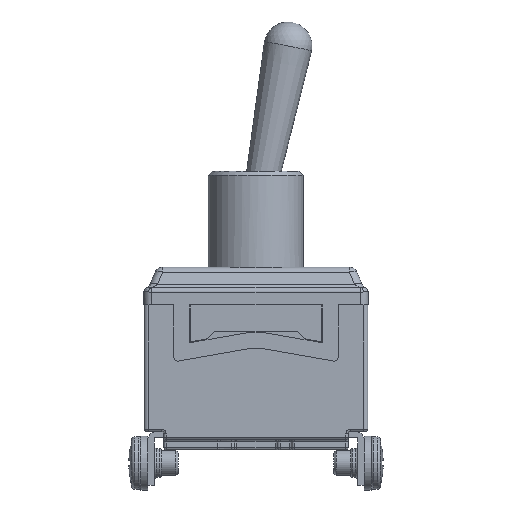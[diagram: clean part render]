
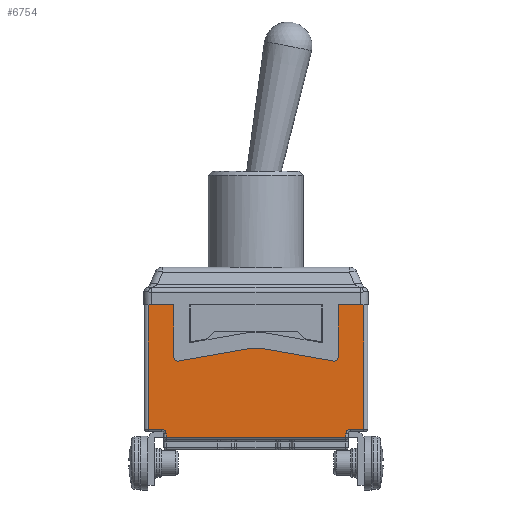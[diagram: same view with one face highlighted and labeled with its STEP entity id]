
A CAD part, front view. The second image highlights one B-rep face of the part: STEP entity #6754.
In plain terms, the highlighted planar face has unit normal (0, -1, 0).
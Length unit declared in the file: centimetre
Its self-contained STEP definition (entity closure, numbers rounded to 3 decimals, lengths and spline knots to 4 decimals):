
#374=PLANE('',#7329);
#648=LINE('',#10791,#1193);
#656=LINE('',#10812,#1201);
#662=LINE('',#10824,#1207);
#702=LINE('',#10914,#1247);
#706=LINE('',#10932,#1251);
#715=LINE('',#10958,#1260);
#719=LINE('',#10968,#1264);
#720=LINE('',#10972,#1265);
#721=LINE('',#10973,#1266);
#722=LINE('',#10975,#1267);
#723=LINE('',#10977,#1268);
#724=LINE('',#10981,#1269);
#725=LINE('',#10983,#1270);
#726=LINE('',#10985,#1271);
#1193=VECTOR('',#8487,1.);
#1201=VECTOR('',#8503,1.);
#1207=VECTOR('',#8511,1.);
#1247=VECTOR('',#8585,1.);
#1251=VECTOR('',#8605,1.);
#1260=VECTOR('',#8634,1.);
#1264=VECTOR('',#8646,1.);
#1265=VECTOR('',#8649,1.);
#1266=VECTOR('',#8650,1.);
#1267=VECTOR('',#8653,1.);
#1268=VECTOR('',#8654,1.);
#1269=VECTOR('',#8657,1.);
#1270=VECTOR('',#8658,1.);
#1271=VECTOR('',#8659,1.);
#1817=FACE_OUTER_BOUND('',#2258,.T.);
#2258=EDGE_LOOP('',(#5296,#5297,#5298,#5299,#5300,#5301,#5302,#5303,#5304,
#5305,#5306,#5307,#5308,#5309,#5310,#5311,#5312,#5313,#5314,#5315));
#2653=CIRCLE('',#7313,0.05);
#2655=CIRCLE('',#7317,0.05);
#2658=CIRCLE('',#7326,0.05);
#2660=CIRCLE('',#7330,0.05);
#2661=CIRCLE('',#7331,0.06);
#2662=CIRCLE('',#7332,0.06);
#3124=VERTEX_POINT('',#10788);
#3125=VERTEX_POINT('',#10790);
#3132=VERTEX_POINT('',#10808);
#3134=VERTEX_POINT('',#10811);
#3137=VERTEX_POINT('',#10818);
#3139=VERTEX_POINT('',#10822);
#3171=VERTEX_POINT('',#10911);
#3172=VERTEX_POINT('',#10913);
#3176=VERTEX_POINT('',#10925);
#3177=VERTEX_POINT('',#10929);
#3180=VERTEX_POINT('',#10937);
#3184=VERTEX_POINT('',#10955);
#3187=VERTEX_POINT('',#10965);
#3188=VERTEX_POINT('',#10970);
#3189=VERTEX_POINT('',#10971);
#3190=VERTEX_POINT('',#10976);
#3191=VERTEX_POINT('',#10978);
#3192=VERTEX_POINT('',#10980);
#3193=VERTEX_POINT('',#10982);
#3194=VERTEX_POINT('',#10984);
#3855=EDGE_CURVE('',#3125,#3124,#648,.T.);
#3865=EDGE_CURVE('',#3134,#3132,#656,.T.);
#3871=EDGE_CURVE('',#3137,#3139,#662,.T.);
#3914=EDGE_CURVE('',#3171,#3172,#702,.T.);
#3920=EDGE_CURVE('',#3137,#3176,#2653,.F.);
#3923=EDGE_CURVE('',#3124,#3177,#706,.T.);
#3927=EDGE_CURVE('',#3180,#3177,#2655,.F.);
#3936=EDGE_CURVE('',#3180,#3184,#715,.T.);
#3938=EDGE_CURVE('',#3184,#3134,#2658,.T.);
#3942=EDGE_CURVE('',#3187,#3176,#719,.T.);
#3943=EDGE_CURVE('',#3188,#3189,#720,.T.);
#3944=EDGE_CURVE('',#3125,#3188,#721,.T.);
#3945=EDGE_CURVE('',#3132,#3187,#2660,.T.);
#3946=EDGE_CURVE('',#3139,#3172,#722,.T.);
#3947=EDGE_CURVE('',#3190,#3171,#723,.T.);
#3948=EDGE_CURVE('',#3191,#3190,#2661,.T.);
#3949=EDGE_CURVE('',#3192,#3191,#724,.T.);
#3950=EDGE_CURVE('',#3193,#3192,#725,.T.);
#3951=EDGE_CURVE('',#3194,#3193,#726,.T.);
#3952=EDGE_CURVE('',#3189,#3194,#2662,.T.);
#5296=ORIENTED_EDGE('',*,*,#3943,.F.);
#5297=ORIENTED_EDGE('',*,*,#3944,.F.);
#5298=ORIENTED_EDGE('',*,*,#3855,.T.);
#5299=ORIENTED_EDGE('',*,*,#3923,.T.);
#5300=ORIENTED_EDGE('',*,*,#3927,.F.);
#5301=ORIENTED_EDGE('',*,*,#3936,.T.);
#5302=ORIENTED_EDGE('',*,*,#3938,.T.);
#5303=ORIENTED_EDGE('',*,*,#3865,.T.);
#5304=ORIENTED_EDGE('',*,*,#3945,.T.);
#5305=ORIENTED_EDGE('',*,*,#3942,.T.);
#5306=ORIENTED_EDGE('',*,*,#3920,.F.);
#5307=ORIENTED_EDGE('',*,*,#3871,.T.);
#5308=ORIENTED_EDGE('',*,*,#3946,.T.);
#5309=ORIENTED_EDGE('',*,*,#3914,.F.);
#5310=ORIENTED_EDGE('',*,*,#3947,.F.);
#5311=ORIENTED_EDGE('',*,*,#3948,.F.);
#5312=ORIENTED_EDGE('',*,*,#3949,.F.);
#5313=ORIENTED_EDGE('',*,*,#3950,.F.);
#5314=ORIENTED_EDGE('',*,*,#3951,.F.);
#5315=ORIENTED_EDGE('',*,*,#3952,.F.);
#6754=ADVANCED_FACE('',(#1817),#374,.T.);
#7313=AXIS2_PLACEMENT_3D('',#10926,#8599,#8600);
#7317=AXIS2_PLACEMENT_3D('',#10939,#8612,#8613);
#7326=AXIS2_PLACEMENT_3D('',#10961,#8638,#8639);
#7329=AXIS2_PLACEMENT_3D('',#10969,#8647,#8648);
#7330=AXIS2_PLACEMENT_3D('',#10974,#8651,#8652);
#7331=AXIS2_PLACEMENT_3D('',#10979,#8655,#8656);
#7332=AXIS2_PLACEMENT_3D('',#10986,#8660,#8661);
#8487=DIRECTION('',(-1.,0.,0.));
#8503=DIRECTION('',(-1.,0.,0.));
#8511=DIRECTION('',(0.,0.,1.));
#8585=DIRECTION('',(0.,0.,1.));
#8599=DIRECTION('center_axis',(0.,1.,0.));
#8600=DIRECTION('ref_axis',(-0.643,0.,-0.766));
#8605=DIRECTION('',(0.,0.,-1.));
#8612=DIRECTION('center_axis',(0.,1.,0.));
#8613=DIRECTION('ref_axis',(0.643,0.,-0.766));
#8634=DIRECTION('',(-0.985,0.,0.174));
#8638=DIRECTION('center_axis',(0.,-1.,0.));
#8639=DIRECTION('ref_axis',(0.087,0.,0.996));
#8646=DIRECTION('',(-0.985,0.,-0.174));
#8647=DIRECTION('center_axis',(0.,-1.,0.));
#8648=DIRECTION('ref_axis',(0.,0.,-1.));
#8649=DIRECTION('',(-1.,0.,0.));
#8650=DIRECTION('',(0.,0.,-1.));
#8651=DIRECTION('center_axis',(0.,-1.,0.));
#8652=DIRECTION('ref_axis',(-0.087,0.,0.996));
#8653=DIRECTION('',(-1.,0.,0.));
#8654=DIRECTION('',(-1.,0.,0.));
#8655=DIRECTION('center_axis',(0.,-1.,0.));
#8656=DIRECTION('ref_axis',(0.707,0.,0.707));
#8657=DIRECTION('',(0.,0.,1.));
#8658=DIRECTION('',(-1.,0.,0.));
#8659=DIRECTION('',(0.,0.,-1.));
#8660=DIRECTION('center_axis',(0.,-1.,0.));
#8661=DIRECTION('ref_axis',(-0.707,0.,0.707));
#10788=CARTESIAN_POINT('',(1.025,-0.655,0.));
#10790=CARTESIAN_POINT('',(1.3475,-0.655,0.));
#10791=CARTESIAN_POINT('',(1.3975,-0.655,0.));
#10808=CARTESIAN_POINT('',(-0.0833,-0.655,-0.545));
#10811=CARTESIAN_POINT('',(0.0833,-0.655,-0.545));
#10812=CARTESIAN_POINT('',(-0.7426,-0.655,-0.545));
#10818=CARTESIAN_POINT('',(-1.025,-0.655,-0.6507));
#10822=CARTESIAN_POINT('',(-1.025,-0.655,0.));
#10824=CARTESIAN_POINT('',(-1.025,-0.655,0.));
#10911=CARTESIAN_POINT('',(-1.3475,-0.655,-1.55));
#10913=CARTESIAN_POINT('',(-1.3475,-0.655,0.));
#10914=CARTESIAN_POINT('',(-1.3475,-0.655,0.));
#10925=CARTESIAN_POINT('',(-0.9663,-0.655,-0.6999));
#10926=CARTESIAN_POINT('Origin',(-0.975,-0.655,-0.6507));
#10929=CARTESIAN_POINT('',(1.025,-0.655,-0.6507));
#10932=CARTESIAN_POINT('',(1.025,-0.655,-0.3551));
#10937=CARTESIAN_POINT('',(0.9663,-0.655,-0.6999));
#10939=CARTESIAN_POINT('Origin',(0.975,-0.655,-0.6507));
#10955=CARTESIAN_POINT('',(0.092,-0.655,-0.5458));
#10958=CARTESIAN_POINT('',(-0.6791,-0.655,-0.4098));
#10961=CARTESIAN_POINT('Origin',(0.0833,-0.655,-0.595));
#10965=CARTESIAN_POINT('',(-0.092,-0.655,-0.5458));
#10968=CARTESIAN_POINT('',(-1.1449,-0.655,-0.7314));
#10969=CARTESIAN_POINT('Origin',(-1.3975,-0.655,0.));
#10970=CARTESIAN_POINT('',(1.3475,-0.655,-1.55));
#10971=CARTESIAN_POINT('',(1.18,-0.655,-1.55));
#10972=CARTESIAN_POINT('',(-0.6988,-0.655,-1.55));
#10973=CARTESIAN_POINT('',(1.3475,-0.655,0.));
#10974=CARTESIAN_POINT('Origin',(-0.0833,-0.655,-0.595));
#10975=CARTESIAN_POINT('',(1.3975,-0.655,0.));
#10976=CARTESIAN_POINT('',(-1.18,-0.655,-1.55));
#10977=CARTESIAN_POINT('',(-0.6988,-0.655,-1.55));
#10978=CARTESIAN_POINT('',(-1.12,-0.655,-1.61));
#10979=CARTESIAN_POINT('Origin',(-1.18,-0.655,-1.61));
#10980=CARTESIAN_POINT('',(-1.12,-0.655,-1.65));
#10981=CARTESIAN_POINT('',(-1.12,-0.655,-0.79));
#10982=CARTESIAN_POINT('',(1.12,-0.655,-1.65));
#10983=CARTESIAN_POINT('',(-0.6988,-0.655,-1.65));
#10984=CARTESIAN_POINT('',(1.12,-0.655,-1.61));
#10985=CARTESIAN_POINT('',(1.12,-0.655,-0.79));
#10986=CARTESIAN_POINT('Origin',(1.18,-0.655,-1.61));
